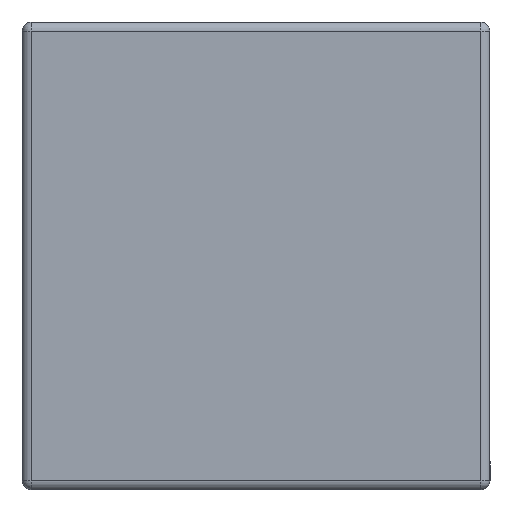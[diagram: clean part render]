
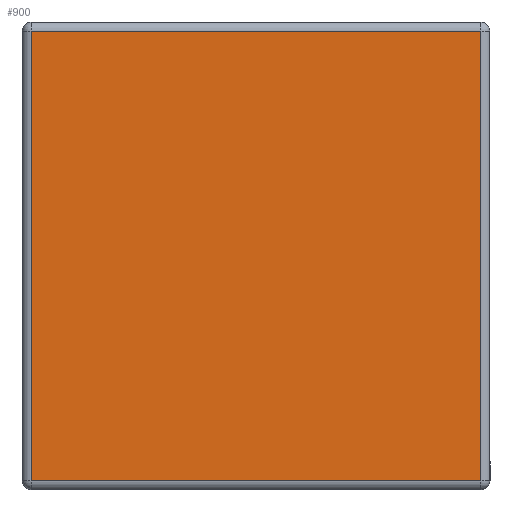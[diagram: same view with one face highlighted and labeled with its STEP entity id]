
A CAD part, front view. The second image highlights one B-rep face of the part: STEP entity #900.
In plain terms, the highlighted planar face has unit normal (0, -1, 0).
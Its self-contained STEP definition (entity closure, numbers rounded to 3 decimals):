
#208=ORIENTED_EDGE('',*,*,#424,.T.);
#209=ORIENTED_EDGE('',*,*,#425,.T.);
#210=ORIENTED_EDGE('',*,*,#426,.T.);
#211=ORIENTED_EDGE('',*,*,#427,.T.);
#424=EDGE_CURVE('',#538,#539,#618,.T.);
#425=EDGE_CURVE('',#539,#540,#619,.T.);
#426=EDGE_CURVE('',#540,#541,#620,.T.);
#427=EDGE_CURVE('',#541,#538,#621,.T.);
#538=VERTEX_POINT('',#1509);
#539=VERTEX_POINT('',#1510);
#540=VERTEX_POINT('',#1512);
#541=VERTEX_POINT('',#1514);
#618=LINE('',#1508,#700);
#619=LINE('',#1511,#701);
#620=LINE('',#1513,#702);
#621=LINE('',#1515,#703);
#700=VECTOR('',#1199,1000.);
#701=VECTOR('',#1200,1000.);
#702=VECTOR('',#1201,1000.);
#703=VECTOR('',#1202,1000.);
#756=EDGE_LOOP('',(#208,#209,#210,#211));
#814=FACE_BOUND('',#756,.T.);
#868=PLANE('',#1017);
#900=ADVANCED_FACE('',(#814),#868,.T.);
#1017=AXIS2_PLACEMENT_3D('',#1507,#1197,#1198);
#1197=DIRECTION('',(0.,-1.,0.));
#1198=DIRECTION('',(0.,0.,-1.));
#1199=DIRECTION('',(-1.,0.,0.));
#1200=DIRECTION('',(0.,0.,-1.));
#1201=DIRECTION('',(1.,0.,0.));
#1202=DIRECTION('',(0.,0.,1.));
#1507=CARTESIAN_POINT('',(0.,-0.1,0.));
#1508=CARTESIAN_POINT('',(-0.25,-0.1,0.24));
#1509=CARTESIAN_POINT('',(0.24,-0.1,0.24));
#1510=CARTESIAN_POINT('',(-0.24,-0.1,0.24));
#1511=CARTESIAN_POINT('',(-0.24,-0.1,-0.25));
#1512=CARTESIAN_POINT('',(-0.24,-0.1,-0.24));
#1513=CARTESIAN_POINT('',(0.25,-0.1,-0.24));
#1514=CARTESIAN_POINT('',(0.24,-0.1,-0.24));
#1515=CARTESIAN_POINT('',(0.24,-0.1,0.25));
